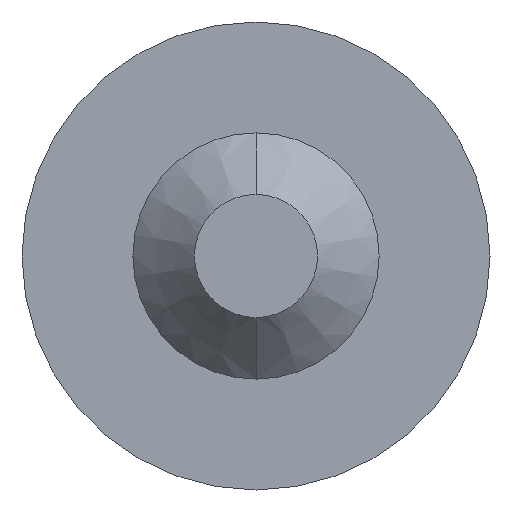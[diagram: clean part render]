
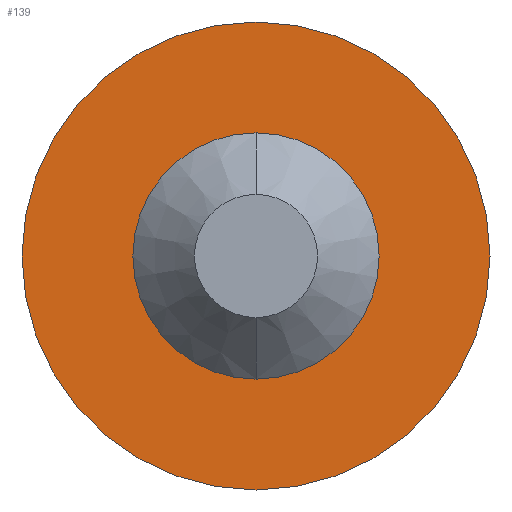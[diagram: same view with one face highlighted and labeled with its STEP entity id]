
A CAD part, front view. The second image highlights one B-rep face of the part: STEP entity #139.
In plain terms, the highlighted planar face has unit normal (0, -1, 0).
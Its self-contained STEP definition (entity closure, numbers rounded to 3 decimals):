
#20 = CARTESIAN_POINT ( 'NONE',  ( 0., 0., -1. ) ) ;
#22 = DIRECTION ( 'NONE',  ( 0., -1., 0. ) ) ;
#25 = AXIS2_PLACEMENT_3D ( 'NONE', #63, #155, #148 ) ;
#31 = AXIS2_PLACEMENT_3D ( 'NONE', #244, #423, #68 ) ;
#52 = EDGE_CURVE ( 'NONE', #474, #110, #328, .T. ) ;
#63 = CARTESIAN_POINT ( 'NONE',  ( 0., 0., 0. ) ) ;
#68 = DIRECTION ( 'NONE',  ( 0., 0., 1. ) ) ;
#71 = PLANE ( 'NONE',  #283 ) ;
#77 = EDGE_CURVE ( 'NONE', #94, #393, #243, .T. ) ;
#92 = CARTESIAN_POINT ( 'NONE',  ( 0., 0., 0. ) ) ;
#94 = VERTEX_POINT ( 'NONE', #20 ) ;
#97 = ORIENTED_EDGE ( 'NONE', *, *, #77, .T. ) ;
#99 = DIRECTION ( 'NONE',  ( 0., 0., 1. ) ) ;
#106 = DIRECTION ( 'NONE',  ( 0., 0., -1. ) ) ;
#110 = VERTEX_POINT ( 'NONE', #501 ) ;
#139 = ADVANCED_FACE ( 'NONE', ( #364, #349 ), #71, .T. ) ;
#148 = DIRECTION ( 'NONE',  ( 0., 0., -1. ) ) ;
#149 = EDGE_LOOP ( 'NONE', ( #169, #354 ) ) ;
#155 = DIRECTION ( 'NONE',  ( 0., -1., 0. ) ) ;
#169 = ORIENTED_EDGE ( 'NONE', *, *, #509, .T. ) ;
#210 = ORIENTED_EDGE ( 'NONE', *, *, #490, .T. ) ;
#241 = CIRCLE ( 'NONE', #341, 1.9 ) ;
#243 = CIRCLE ( 'NONE', #31, 1. ) ;
#244 = CARTESIAN_POINT ( 'NONE',  ( 0., 0., 0. ) ) ;
#248 = CARTESIAN_POINT ( 'NONE',  ( 0., 0., 0. ) ) ;
#283 = AXIS2_PLACEMENT_3D ( 'NONE', #248, #22, #106 ) ;
#328 = CIRCLE ( 'NONE', #25, 1.9 ) ;
#341 = AXIS2_PLACEMENT_3D ( 'NONE', #92, #402, #535 ) ;
#349 = FACE_OUTER_BOUND ( 'NONE', #149, .T. ) ;
#354 = ORIENTED_EDGE ( 'NONE', *, *, #52, .T. ) ;
#364 = FACE_BOUND ( 'NONE', #432, .T. ) ;
#393 = VERTEX_POINT ( 'NONE', #524 ) ;
#402 = DIRECTION ( 'NONE',  ( 0., -1., 0. ) ) ;
#423 = DIRECTION ( 'NONE',  ( 0., 1., 0. ) ) ;
#432 = EDGE_LOOP ( 'NONE', ( #210, #97 ) ) ;
#474 = VERTEX_POINT ( 'NONE', #577 ) ;
#483 = CARTESIAN_POINT ( 'NONE',  ( 0., 0., 0. ) ) ;
#490 = EDGE_CURVE ( 'NONE', #393, #94, #512, .T. ) ;
#495 = AXIS2_PLACEMENT_3D ( 'NONE', #483, #578, #99 ) ;
#501 = CARTESIAN_POINT ( 'NONE',  ( 0., 0., -1.9 ) ) ;
#509 = EDGE_CURVE ( 'NONE', #110, #474, #241, .T. ) ;
#512 = CIRCLE ( 'NONE', #495, 1. ) ;
#524 = CARTESIAN_POINT ( 'NONE',  ( 0., 0., 1. ) ) ;
#535 = DIRECTION ( 'NONE',  ( 0., 0., -1. ) ) ;
#577 = CARTESIAN_POINT ( 'NONE',  ( 0., 0., 1.9 ) ) ;
#578 = DIRECTION ( 'NONE',  ( 0., 1., 0. ) ) ;
